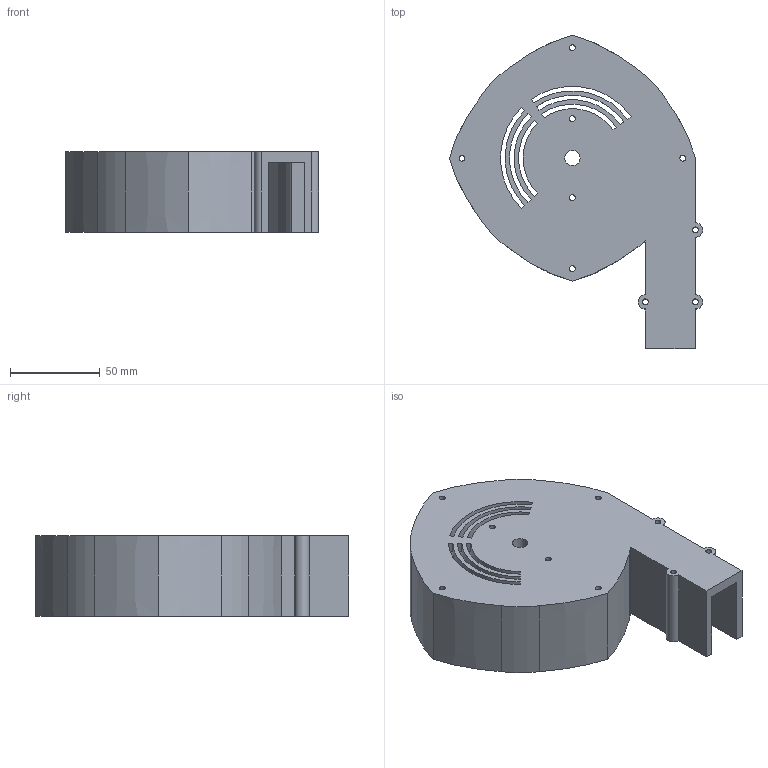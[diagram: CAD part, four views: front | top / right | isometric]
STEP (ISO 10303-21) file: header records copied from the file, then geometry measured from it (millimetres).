
FILE_DESCRIPTION((''),'2;1');
FILE_NAME('BODY1','2021-12-29T15:35:11',('user'),(''),'CREO PARAMETRIC BY PTC INC, 2021063','CREO PARAMETRIC BY PTC INC, 2021063','');
FILE_SCHEMA(('CONFIG_CONTROL_DESIGN'));
Length unit declared in the file: millimetre
Products named in the file (1): BODY1
Bounding box: 141 x 174.64 x 45 mm (x, y, z)
Volume: 191645.5 mm3; surface area: 79677.1 mm2
Topology: 1 solids, 1 shells, 90 faces, 255 edges, 170 vertices
Faces by surface type: cylinder 42, plane 41, extrusion 7
Entity records: 3122 total; most frequent: CARTESIAN_POINT 620, ORIENTED_EDGE 510, DIRECTION 498, EDGE_CURVE 255, VERTEX_POINT 170, AXIS2_PLACEMENT_3D 167, VECTOR 164, LINE 157
